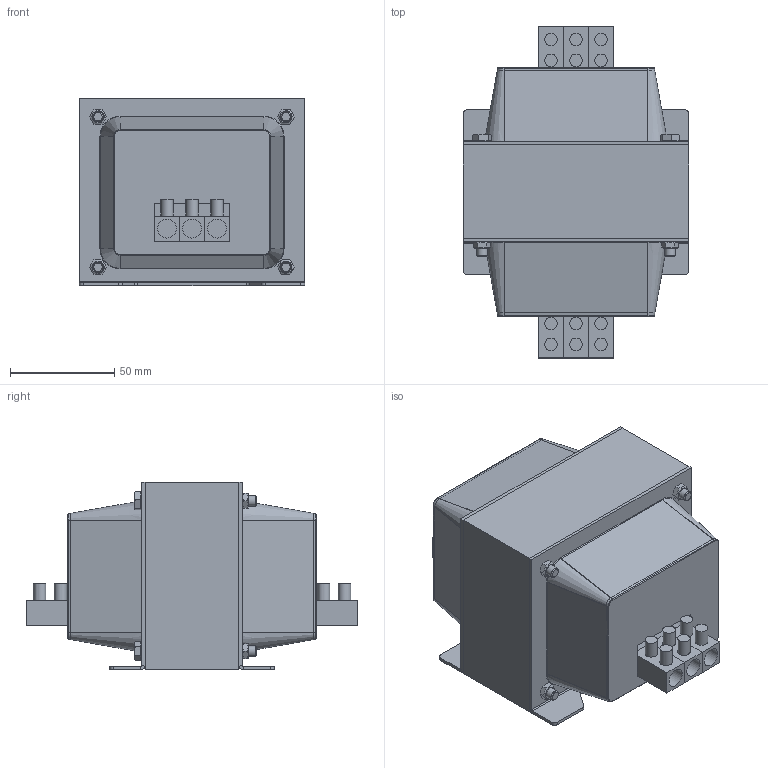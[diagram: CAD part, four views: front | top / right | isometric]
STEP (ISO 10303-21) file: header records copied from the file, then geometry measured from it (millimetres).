
FILE_DESCRIPTION(/* description */ (''),/* implementation_level */ '2;1');
FILE_NAME(/* name */ 'AMDS2150221.stp',/* time_stamp */ '2024-01-10T12:57:19+01:00',/* author */ ('velazquez'),/* organization */ (''),/* preprocessor_version */ 'ST-DEVELOPER v19.2',/* originating_system */ 'Autodesk Inventor 2023',/* authorisation */ '');
FILE_SCHEMA (('AUTOMOTIVE_DESIGN { 1 0 10303 214 3 1 1 }'));
Length unit declared in the file: millimetre
Products named in the file (8): AMDS2150221; DIN 933 - M5  x 55; DIN 934 - M4; TAPA RC36 VENTANA 3 ELEMENTOS 10 CON FICHAS; TAPA RC36 VENTANA 3 ELEMENTOS 10; FICHA 10 3 ELEMENTOS; FICHA 10; EI108 x 90 - 45 (RC36) Negro
Assembly tree (16 placements, depth 4):
  AMDS2150221
    DIN 933 - M5  x 55  x4
    DIN 934 - M4  x4
    TAPA RC36 VENTANA 3 ELEMENTOS 10 CON FICHAS  x2
      TAPA RC36 VENTANA 3 ELEMENTOS 10
      FICHA 10 3 ELEMENTOS
        FICHA 10  x3
    EI108 x 90 - 45 (RC36) Negro
Bounding box: 108 x 159 x 90 mm (x, y, z)
Volume: 394709.4 mm3; surface area: 143057.5 mm2
Topology: 17 solids, 17 shells, 352 faces, 790 edges, 496 vertices
Faces by surface type: plane 194, cylinder 78, cone 64, torus 16
Full cylindrical faces by diameter (mm): 3.242 x4, 4.567 x4, 5 x12, 5.6 x4, 6 x12, 6.7 x4, 9 x6
Entity records: 4168 total; most frequent: CARTESIAN_POINT 696, DIRECTION 685, ORIENTED_EDGE 608, EDGE_CURVE 304, AXIS2_PLACEMENT_3D 252, VERTEX_POINT 191, LINE 181, VECTOR 181
